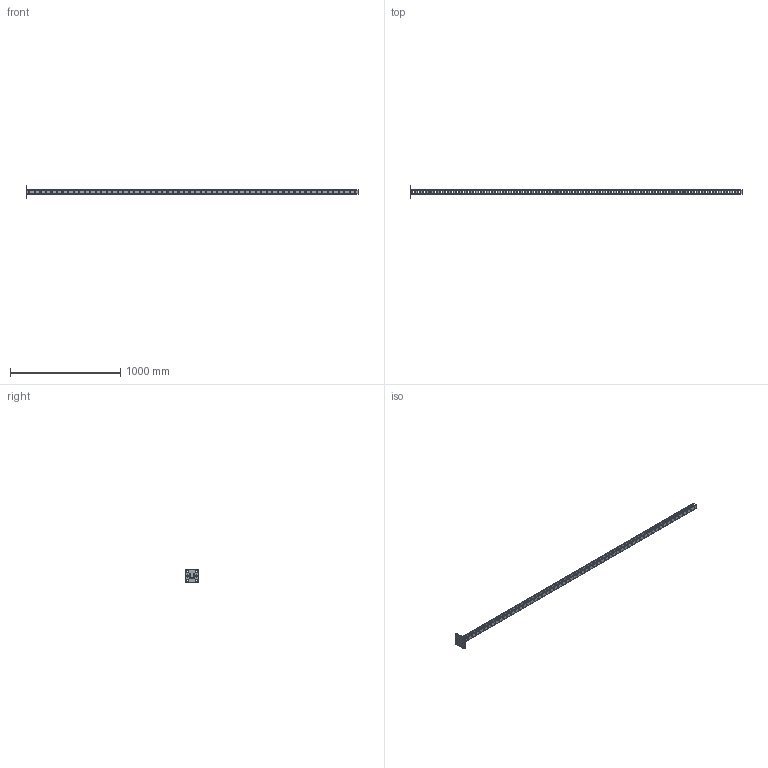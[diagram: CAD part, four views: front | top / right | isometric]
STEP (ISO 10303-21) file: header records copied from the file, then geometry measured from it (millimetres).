
FILE_DESCRIPTION (( 'STEP AP203' ), '1' );
FILE_NAME ('Êðîíøòåéí ïîòîëî÷íûé îäèíàðíûé_h41-3000.step', '2022-01-27T08:34:24', ( '' ), ( '' ), 'SwSTEP 2.0', 'SolidWorks 2017', '' );
FILE_SCHEMA (( 'CONFIG_CONTROL_DESIGN' ));
Products named in the file (3): Êðîíøòåéí ïîòîëî÷íûé îäèíàðíûé_h41-3000; Ïÿòêà ïîòîëî÷êàÿ; STRUT-镳铘桦黖h41-3000
Assembly tree (2 placements, depth 2):
  Êðîíøòåéí ïîòîëî÷íûé îäèíàðíûé_h41-3000
    Ïÿòêà ïîòîëî÷êàÿ
    STRUT-镳铘桦黖h41-3000
Bounding box: 3006 x 120 x 120 mm (x, y, z)
Volume: 1004315.4 mm3; surface area: 809727.1 mm2
Topology: 2 solids, 2 shells, 2410 faces, 7170 edges, 4764 vertices
Faces by surface type: plane 2020, cylinder 390
Entity records: 80839 total; most frequent: CARTESIAN_POINT 14349, ORIENTED_EDGE 14340, DIRECTION 12780, EDGE_CURVE 7170, VECTOR 6390, LINE 6390, VERTEX_POINT 4764, AXIS2_PLACEMENT_3D 3195
